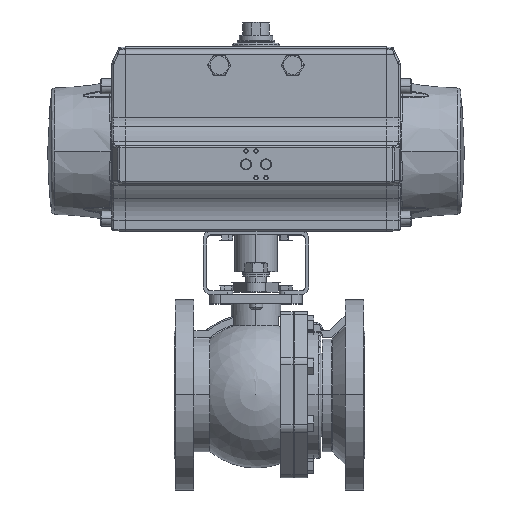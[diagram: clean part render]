
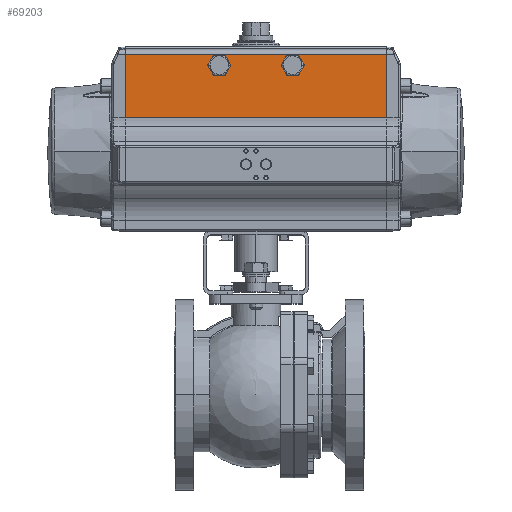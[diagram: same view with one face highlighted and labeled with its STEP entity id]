
A CAD part, top view. The second image highlights one B-rep face of the part: STEP entity #69203.
In plain terms, the highlighted planar face has unit normal (0, 0, 1).
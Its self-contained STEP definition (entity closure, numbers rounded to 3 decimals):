
#76 = PLANE ( 'NONE',  #35847 ) ;
#306 = CARTESIAN_POINT ( 'NONE',  ( -2.205, 15.565, 3.15 ) ) ;
#717 = AXIS2_PLACEMENT_3D ( 'NONE', #37611, #2052, #43560 ) ;
#851 = VERTEX_POINT ( 'NONE', #21314 ) ;
#1169 = CARTESIAN_POINT ( 'NONE',  ( 1.732, 15.565, 3.15 ) ) ;
#1177 = ORIENTED_EDGE ( 'NONE', *, *, #44869, .T. ) ;
#2052 = DIRECTION ( 'NONE',  ( 0., 0., 1. ) ) ;
#2670 = CARTESIAN_POINT ( 'NONE',  ( 6.181, 13.079, 3.15 ) ) ;
#3949 = CARTESIAN_POINT ( 'NONE',  ( 2.06, 16.076, 3.15 ) ) ;
#4410 = VERTEX_POINT ( 'NONE', #2670 ) ;
#5379 = CARTESIAN_POINT ( 'NONE',  ( 6.181, 13.079, 3.15 ) ) ;
#6189 = EDGE_LOOP ( 'NONE', ( #27188, #38817 ) ) ;
#7137 = DIRECTION ( 'NONE',  ( 1., 0., 0. ) ) ;
#9665 = CARTESIAN_POINT ( 'NONE',  ( -6.181, 16.076, 3.15 ) ) ;
#10474 = CARTESIAN_POINT ( 'NONE',  ( -6.181, 16.076, 3.15 ) ) ;
#11038 = VERTEX_POINT ( 'NONE', #69530 ) ;
#11361 = DIRECTION ( 'NONE',  ( 1., 0., 0. ) ) ;
#12248 = DIRECTION ( 'NONE',  ( 0., 0., -1. ) ) ;
#12611 = EDGE_CURVE ( 'NONE', #851, #74358, #25920, .T. ) ;
#12872 = VECTOR ( 'NONE', #28359, 39.37 ) ;
#13594 = FACE_OUTER_BOUND ( 'NONE', #72968, .T. ) ;
#15625 = CARTESIAN_POINT ( 'NONE',  ( -2.06, 16.076, 3.15 ) ) ;
#15777 = CARTESIAN_POINT ( 'NONE',  ( 1.732, 15.565, 3.15 ) ) ;
#16063 = CARTESIAN_POINT ( 'NONE',  ( -1.732, 15.565, 3.15 ) ) ;
#16438 = VERTEX_POINT ( 'NONE', #29103 ) ;
#17152 = CARTESIAN_POINT ( 'NONE',  ( 2.048, 15.565, 3.15 ) ) ;
#17632 = VERTEX_POINT ( 'NONE', #306 ) ;
#18236 = AXIS2_PLACEMENT_3D ( 'NONE', #15777, #57340, #21747 ) ;
#18667 = ORIENTED_EDGE ( 'NONE', *, *, #12611, .F. ) ;
#21314 = CARTESIAN_POINT ( 'NONE',  ( 1.416, 15.565, 3.15 ) ) ;
#21747 = DIRECTION ( 'NONE',  ( 1., 0., 0. ) ) ;
#22051 = DIRECTION ( 'NONE',  ( 1., 0., 0. ) ) ;
#22690 = CIRCLE ( 'NONE', #717, 0.472 ) ;
#24961 = VERTEX_POINT ( 'NONE', #31290 ) ;
#25920 = CIRCLE ( 'NONE', #18236, 0.316 ) ;
#27188 = ORIENTED_EDGE ( 'NONE', *, *, #62903, .F. ) ;
#27415 = LINE ( 'NONE', #36991, #39484 ) ;
#27611 = AXIS2_PLACEMENT_3D ( 'NONE', #16063, #57623, #22051 ) ;
#28359 = DIRECTION ( 'NONE',  ( 0., -1., 0. ) ) ;
#28625 = LINE ( 'NONE', #10474, #12872 ) ;
#29103 = CARTESIAN_POINT ( 'NONE',  ( 6.181, 16.076, 3.15 ) ) ;
#31290 = CARTESIAN_POINT ( 'NONE',  ( -6.181, 13.079, 3.15 ) ) ;
#31487 = AXIS2_PLACEMENT_3D ( 'NONE', #1169, #42665, #7137 ) ;
#33107 = FACE_BOUND ( 'NONE', #50488, .T. ) ;
#35847 = AXIS2_PLACEMENT_3D ( 'NONE', #41551, #12248, #53789 ) ;
#36991 = CARTESIAN_POINT ( 'NONE',  ( 6.181, 13.079, 3.15 ) ) ;
#37611 = CARTESIAN_POINT ( 'NONE',  ( -1.732, 15.565, 3.15 ) ) ;
#38466 = B_SPLINE_CURVE_WITH_KNOTS ( 'NONE', 3,
 ( #9665, #15625, #3949, #45462 ),
 .UNSPECIFIED., .F., .F.,
 ( 4, 4 ),
 ( 0., 1. ),
 .UNSPECIFIED. ) ;
#38817 = ORIENTED_EDGE ( 'NONE', *, *, #73423, .F. ) ;
#38840 = EDGE_CURVE ( 'NONE', #4410, #16438, #27415, .T. ) ;
#39484 = VECTOR ( 'NONE', #42943, 39.37 ) ;
#40677 = VECTOR ( 'NONE', #11361, 39.37 ) ;
#41551 = CARTESIAN_POINT ( 'NONE',  ( 6.181, 16.076, 3.15 ) ) ;
#42665 = DIRECTION ( 'NONE',  ( 0., 0., 1. ) ) ;
#42943 = DIRECTION ( 'NONE',  ( 0., 1., 0. ) ) ;
#43551 = ORIENTED_EDGE ( 'NONE', *, *, #61753, .T. ) ;
#43560 = DIRECTION ( 'NONE',  ( 1., 0., 0. ) ) ;
#44869 = EDGE_CURVE ( 'NONE', #67065, #24961, #28625, .T. ) ;
#45462 = CARTESIAN_POINT ( 'NONE',  ( 6.181, 16.076, 3.15 ) ) ;
#49863 = ORIENTED_EDGE ( 'NONE', *, *, #59374, .F. ) ;
#50488 = EDGE_LOOP ( 'NONE', ( #49863, #18667 ) ) ;
#53789 = DIRECTION ( 'NONE',  ( -1., 0., 0. ) ) ;
#55755 = CIRCLE ( 'NONE', #31487, 0.316 ) ;
#56519 = LINE ( 'NONE', #5379, #40677 ) ;
#57127 = CARTESIAN_POINT ( 'NONE',  ( -6.181, 16.076, 3.15 ) ) ;
#57340 = DIRECTION ( 'NONE',  ( 0., 0., 1. ) ) ;
#57623 = DIRECTION ( 'NONE',  ( 0., 0., 1. ) ) ;
#59144 = FACE_BOUND ( 'NONE', #6189, .T. ) ;
#59374 = EDGE_CURVE ( 'NONE', #74358, #851, #55755, .T. ) ;
#61281 = EDGE_CURVE ( 'NONE', #67065, #16438, #38466, .T. ) ;
#61753 = EDGE_CURVE ( 'NONE', #24961, #4410, #56519, .T. ) ;
#62903 = EDGE_CURVE ( 'NONE', #11038, #17632, #62969, .T. ) ;
#62969 = CIRCLE ( 'NONE', #27611, 0.472 ) ;
#67065 = VERTEX_POINT ( 'NONE', #57127 ) ;
#68848 = ORIENTED_EDGE ( 'NONE', *, *, #38840, .T. ) ;
#69203 = ADVANCED_FACE ( 'NONE', ( #13594, #33107, #59144 ), #76, .F. ) ;
#69530 = CARTESIAN_POINT ( 'NONE',  ( -1.26, 15.565, 3.15 ) ) ;
#70868 = ORIENTED_EDGE ( 'NONE', *, *, #61281, .F. ) ;
#72968 = EDGE_LOOP ( 'NONE', ( #43551, #68848, #70868, #1177 ) ) ;
#73423 = EDGE_CURVE ( 'NONE', #17632, #11038, #22690, .T. ) ;
#74358 = VERTEX_POINT ( 'NONE', #17152 ) ;
